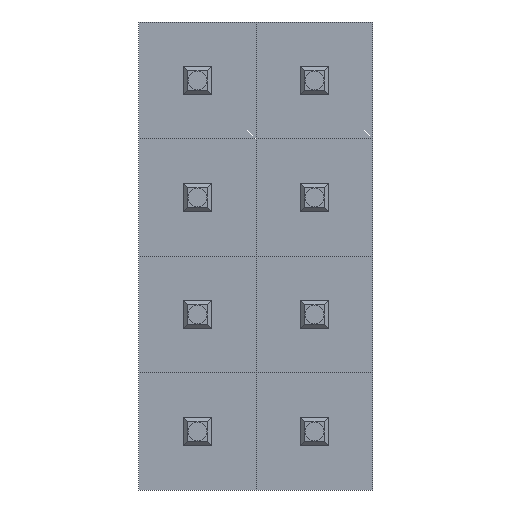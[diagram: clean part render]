
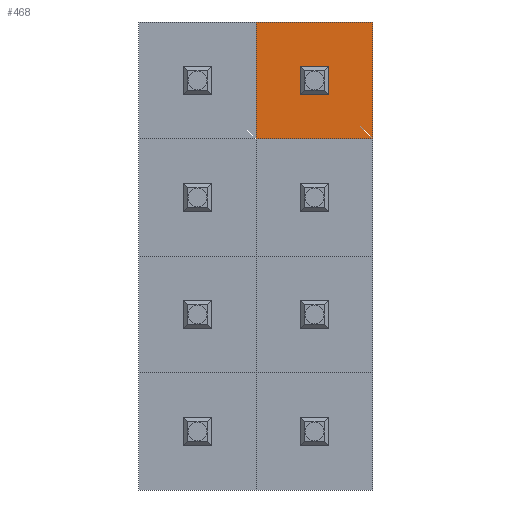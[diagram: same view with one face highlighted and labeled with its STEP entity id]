
A CAD part, front view. The second image highlights one B-rep face of the part: STEP entity #468.
In plain terms, the highlighted planar face has unit normal (0, -1, 0).
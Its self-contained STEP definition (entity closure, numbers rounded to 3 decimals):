
#468=ADVANCED_FACE('',(#684,#686),#688,.F.);
#684=FACE_BOUND('',#685,.T.);
#685=EDGE_LOOP('',(#833,#834,#835,#836));
#686=FACE_BOUND('',#687,.T.);
#687=EDGE_LOOP('',(#837,#838,#839,#840));
#688=PLANE('',#689);
#689=AXIS2_PLACEMENT_3D('',#690,#691,#692);
#690=CARTESIAN_POINT('',(0.,0.,0.));
#691=DIRECTION('',(-0.,1.,0.));
#692=DIRECTION('',(1.,0.,0.));
#833=ORIENTED_EDGE('',*,*,#923,.F.);
#834=ORIENTED_EDGE('',*,*,#924,.F.);
#835=ORIENTED_EDGE('',*,*,#925,.F.);
#836=ORIENTED_EDGE('',*,*,#926,.F.);
#837=ORIENTED_EDGE('',*,*,#922,.F.);
#838=ORIENTED_EDGE('',*,*,#920,.F.);
#839=ORIENTED_EDGE('',*,*,#918,.F.);
#840=ORIENTED_EDGE('',*,*,#916,.F.);
#916=EDGE_CURVE('',#979,#981,#982,.F.);
#918=EDGE_CURVE('',#981,#984,#985,.F.);
#920=EDGE_CURVE('',#984,#987,#988,.F.);
#922=EDGE_CURVE('',#987,#979,#990,.F.);
#923=EDGE_CURVE('',#991,#992,#993,.T.);
#924=EDGE_CURVE('',#994,#991,#995,.T.);
#925=EDGE_CURVE('',#996,#994,#997,.T.);
#926=EDGE_CURVE('',#992,#996,#998,.T.);
#979=VERTEX_POINT('',#1097);
#981=VERTEX_POINT('',#1101);
#982=LINE('',#1102,#1103);
#984=VERTEX_POINT('',#1108);
#985=LINE('',#1109,#1110);
#987=VERTEX_POINT('',#1115);
#988=LINE('',#1116,#1117);
#990=LINE('',#1122,#1123);
#991=VERTEX_POINT('',#1125);
#992=VERTEX_POINT('',#1126);
#993=LINE('',#1127,#1128);
#994=VERTEX_POINT('',#1130);
#995=LINE('',#1131,#1132);
#996=VERTEX_POINT('',#1134);
#997=LINE('',#1135,#1136);
#998=LINE('',#1138,#1139);
#1097=CARTESIAN_POINT('',(0.96,0.,-1.58));
#1101=CARTESIAN_POINT('',(1.58,0.,-1.58));
#1102=CARTESIAN_POINT('',(1.58,0.,-1.58));
#1103=VECTOR('',#1104,1.);
#1104=DIRECTION('',(-1.,0.,0.));
#1108=CARTESIAN_POINT('',(1.58,0.,-0.96));
#1109=CARTESIAN_POINT('',(1.58,0.,-0.96));
#1110=VECTOR('',#1111,1.);
#1111=DIRECTION('',(0.,0.,-1.));
#1115=CARTESIAN_POINT('',(0.96,0.,-0.96));
#1116=CARTESIAN_POINT('',(0.96,0.,-0.96));
#1117=VECTOR('',#1118,1.);
#1118=DIRECTION('',(1.,0.,0.));
#1122=CARTESIAN_POINT('',(0.96,0.,-1.58));
#1123=VECTOR('',#1124,1.);
#1124=DIRECTION('',(0.,0.,1.));
#1125=CARTESIAN_POINT('',(2.54,0.,-2.54));
#1126=CARTESIAN_POINT('',(0.,0.,-2.54));
#1127=CARTESIAN_POINT('',(2.54,0.,-2.54));
#1128=VECTOR('',#1129,1.);
#1129=DIRECTION('',(-1.,0.,0.));
#1130=CARTESIAN_POINT('',(2.54,0.,0.));
#1131=CARTESIAN_POINT('',(2.54,0.,0.));
#1132=VECTOR('',#1133,1.);
#1133=DIRECTION('',(0.,0.,-1.));
#1134=CARTESIAN_POINT('',(0.,0.,0.));
#1135=CARTESIAN_POINT('',(0.,0.,0.));
#1136=VECTOR('',#1137,1.);
#1137=DIRECTION('',(1.,0.,0.));
#1138=CARTESIAN_POINT('',(0.,0.,-2.54));
#1139=VECTOR('',#1140,1.);
#1140=DIRECTION('',(0.,0.,1.));
